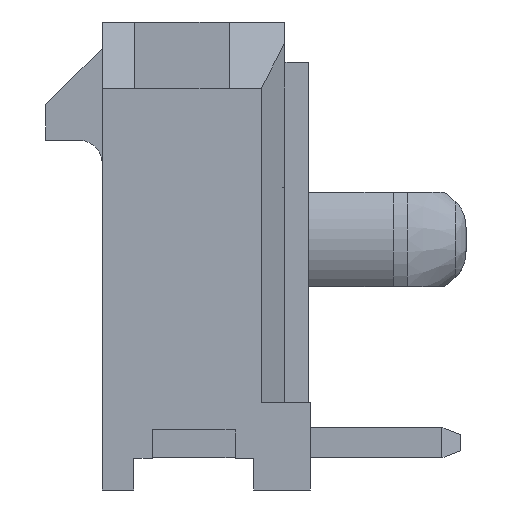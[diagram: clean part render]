
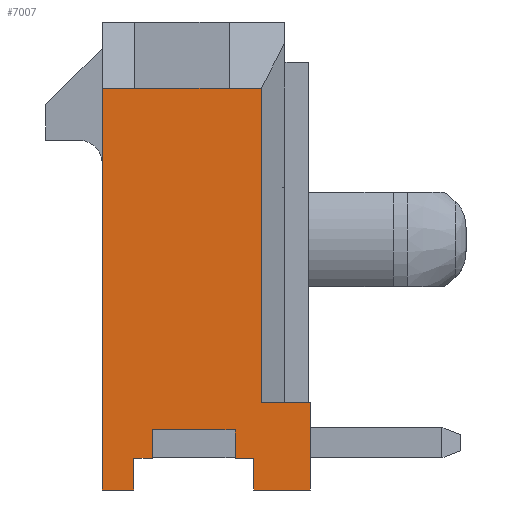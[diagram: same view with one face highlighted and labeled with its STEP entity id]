
A CAD part, left-side view. The second image highlights one B-rep face of the part: STEP entity #7007.
In plain terms, the highlighted planar face has unit normal (-1, 0, 0).
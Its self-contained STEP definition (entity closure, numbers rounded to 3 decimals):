
#609=DIRECTION('',(0.,-1.,0.));
#610=VECTOR('',#609,1.75);
#611=CARTESIAN_POINT('',(-13.82,0.875,-3.68));
#612=LINE('',#611,#610);
#613=DIRECTION('',(0.,0.,-1.));
#614=VECTOR('',#613,0.6);
#615=CARTESIAN_POINT('',(-13.82,0.875,-3.68));
#616=LINE('',#615,#614);
#617=DIRECTION('',(0.,1.,0.));
#618=VECTOR('',#617,0.395);
#619=CARTESIAN_POINT('',(-13.82,0.875,-4.28));
#620=LINE('',#619,#618);
#621=DIRECTION('',(0.,0.,-1.));
#622=VECTOR('',#621,0.67);
#623=CARTESIAN_POINT('',(-13.82,1.27,-4.28));
#624=LINE('',#623,#622);
#625=DIRECTION('',(0.,1.,0.));
#626=VECTOR('',#625,0.66);
#627=CARTESIAN_POINT('',(-13.82,1.27,-4.95));
#628=LINE('',#627,#626);
#629=DIRECTION('',(0.,0.,1.));
#630=VECTOR('',#629,8.5);
#631=CARTESIAN_POINT('',(-13.82,1.93,-4.95));
#632=LINE('',#631,#630);
#633=DIRECTION('',(0.,1.,0.));
#634=VECTOR('',#633,0.68);
#635=CARTESIAN_POINT('',(-13.82,1.25,3.55));
#636=LINE('',#635,#634);
#637=DIRECTION('',(0.,1.,0.));
#638=VECTOR('',#637,2.);
#639=CARTESIAN_POINT('',(-13.82,-0.75,3.55));
#640=LINE('',#639,#638);
#641=DIRECTION('',(0.,1.,0.));
#642=VECTOR('',#641,0.68);
#643=CARTESIAN_POINT('',(-13.82,-1.43,3.55));
#644=LINE('',#643,#642);
#645=DIRECTION('',(0.,0.,1.));
#646=VECTOR('',#645,6.65);
#647=CARTESIAN_POINT('',(-13.82,-1.43,-3.1));
#648=LINE('',#647,#646);
#649=DIRECTION('',(0.,0.,-1.));
#650=VECTOR('',#649,1.85);
#651=CARTESIAN_POINT('',(-13.82,-2.47,-3.1));
#652=LINE('',#651,#650);
#653=DIRECTION('',(0.,1.,0.));
#654=VECTOR('',#653,1.2);
#655=CARTESIAN_POINT('',(-13.82,-2.47,-4.95));
#656=LINE('',#655,#654);
#657=DIRECTION('',(0.,0.,1.));
#658=VECTOR('',#657,0.67);
#659=CARTESIAN_POINT('',(-13.82,-1.27,-4.95));
#660=LINE('',#659,#658);
#661=DIRECTION('',(0.,1.,0.));
#662=VECTOR('',#661,0.395);
#663=CARTESIAN_POINT('',(-13.82,-1.27,-4.28));
#664=LINE('',#663,#662);
#665=DIRECTION('',(0.,0.,-1.));
#666=VECTOR('',#665,0.6);
#667=CARTESIAN_POINT('',(-13.82,-0.875,-3.68));
#668=LINE('',#667,#666);
#1617=DIRECTION('',(0.,1.,0.));
#1618=VECTOR('',#1617,1.04);
#1619=CARTESIAN_POINT('',(-13.82,-2.47,-3.1));
#1620=LINE('',#1619,#1618);
#4725=CARTESIAN_POINT('',(-13.82,-2.47,-3.1));
#4726=CARTESIAN_POINT('',(-13.82,-2.47,-4.95));
#4727=VERTEX_POINT('',#4725);
#4728=VERTEX_POINT('',#4726);
#4729=CARTESIAN_POINT('',(-13.82,-1.27,-4.95));
#4730=VERTEX_POINT('',#4729);
#4737=CARTESIAN_POINT('',(-13.82,-1.27,-4.28));
#4738=VERTEX_POINT('',#4737);
#4739=CARTESIAN_POINT('',(-13.82,1.27,-4.28));
#4740=CARTESIAN_POINT('',(-13.82,1.27,-4.95));
#4741=VERTEX_POINT('',#4739);
#4742=VERTEX_POINT('',#4740);
#4743=CARTESIAN_POINT('',(-13.82,1.93,-4.95));
#4744=VERTEX_POINT('',#4743);
#4769=CARTESIAN_POINT('',(-13.82,-0.75,3.55));
#4770=CARTESIAN_POINT('',(-13.82,1.25,3.55));
#4771=VERTEX_POINT('',#4769);
#4772=VERTEX_POINT('',#4770);
#4823=CARTESIAN_POINT('',(-13.82,-0.875,-4.28));
#4825=VERTEX_POINT('',#4823);
#4827=CARTESIAN_POINT('',(-13.82,0.875,-4.28));
#4829=VERTEX_POINT('',#4827);
#4869=CARTESIAN_POINT('',(-13.82,0.875,-3.68));
#4871=VERTEX_POINT('',#4869);
#5059=CARTESIAN_POINT('',(-13.82,1.93,3.55));
#5061=VERTEX_POINT('',#5059);
#5075=CARTESIAN_POINT('',(-13.82,-1.43,3.55));
#5076=VERTEX_POINT('',#5075);
#5079=CARTESIAN_POINT('',(-13.82,-0.875,-3.68));
#5080=VERTEX_POINT('',#5079);
#5123=CARTESIAN_POINT('',(-13.82,-1.43,-3.1));
#5124=VERTEX_POINT('',#5123);
#6971=CARTESIAN_POINT('',(-13.82,0.,0.));
#6972=DIRECTION('',(1.,0.,0.));
#6973=DIRECTION('',(0.,0.,-1.));
#6974=AXIS2_PLACEMENT_3D('',#6971,#6972,#6973);
#6975=PLANE('',#6974);
#6977=ORIENTED_EDGE('',*,*,#6976,.F.);
#6979=ORIENTED_EDGE('',*,*,#6978,.T.);
#6980=ORIENTED_EDGE('',*,*,#6658,.T.);
#6982=ORIENTED_EDGE('',*,*,#6981,.T.);
#6984=ORIENTED_EDGE('',*,*,#6983,.T.);
#6986=ORIENTED_EDGE('',*,*,#6985,.T.);
#6988=ORIENTED_EDGE('',*,*,#6987,.F.);
#6990=ORIENTED_EDGE('',*,*,#6989,.F.);
#6992=ORIENTED_EDGE('',*,*,#6991,.F.);
#6994=ORIENTED_EDGE('',*,*,#6993,.F.);
#6996=ORIENTED_EDGE('',*,*,#6995,.F.);
#6998=ORIENTED_EDGE('',*,*,#6997,.T.);
#7000=ORIENTED_EDGE('',*,*,#6999,.T.);
#7002=ORIENTED_EDGE('',*,*,#7001,.T.);
#7003=ORIENTED_EDGE('',*,*,#6638,.T.);
#7004=ORIENTED_EDGE('',*,*,#6398,.F.);
#7005=EDGE_LOOP('',(#6977,#6979,#6980,#6982,#6984,#6986,#6988,#6990,#6992,#6994,
#6996,#6998,#7000,#7002,#7003,#7004));
#7006=FACE_OUTER_BOUND('',#7005,.F.);
#7007=ADVANCED_FACE('',(#7006),#6975,.F.);
#6398=EDGE_CURVE('',#5080,#4825,#668,.T.);
#6638=EDGE_CURVE('',#4738,#4825,#664,.T.);
#6658=EDGE_CURVE('',#4829,#4741,#620,.T.);
#6976=EDGE_CURVE('',#4871,#5080,#612,.T.);
#6978=EDGE_CURVE('',#4871,#4829,#616,.T.);
#6981=EDGE_CURVE('',#4741,#4742,#624,.T.);
#6983=EDGE_CURVE('',#4742,#4744,#628,.T.);
#6985=EDGE_CURVE('',#4744,#5061,#632,.T.);
#6987=EDGE_CURVE('',#4772,#5061,#636,.T.);
#6989=EDGE_CURVE('',#4771,#4772,#640,.T.);
#6991=EDGE_CURVE('',#5076,#4771,#644,.T.);
#6993=EDGE_CURVE('',#5124,#5076,#648,.T.);
#6995=EDGE_CURVE('',#4727,#5124,#1620,.T.);
#6997=EDGE_CURVE('',#4727,#4728,#652,.T.);
#6999=EDGE_CURVE('',#4728,#4730,#656,.T.);
#7001=EDGE_CURVE('',#4730,#4738,#660,.T.);
